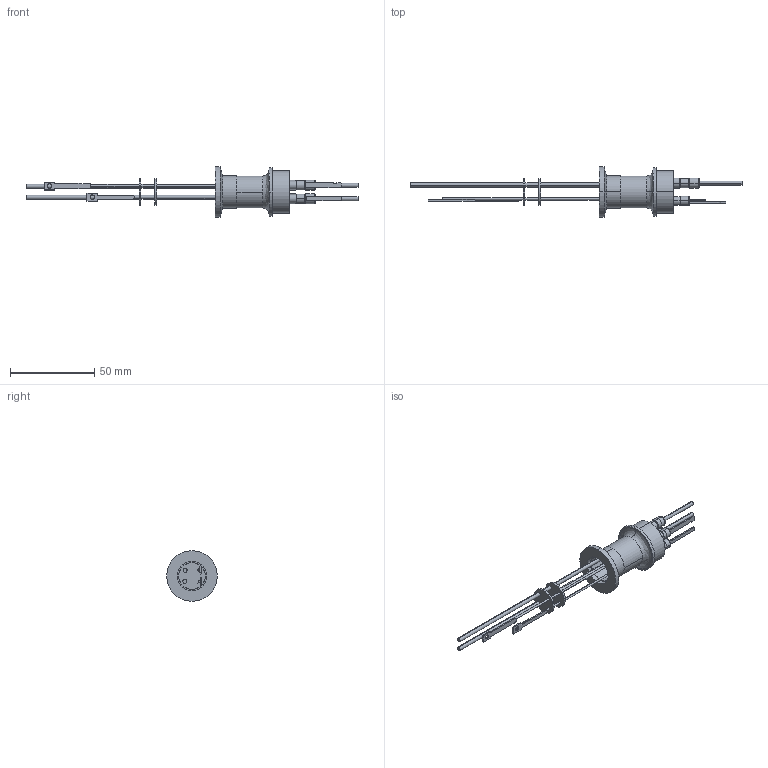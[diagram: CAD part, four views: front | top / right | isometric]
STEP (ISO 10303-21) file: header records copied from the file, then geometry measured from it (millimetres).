
FILE_DESCRIPTION (( 'STEP AP203' ), '1' );
FILE_NAME ('A0444-6-QF.STEP', '2013-05-06T12:56:24', ( '' ), ( '' ), 'SwSTEP 2.0', 'SolidWorks 2012', '' );
FILE_SCHEMA (( 'CONFIG_CONTROL_DESIGN' ));
Length unit declared in the file: inch
Products named in the file (1): A0444-6-QF
Bounding box: 196.97 x 29.97 x 29.97 mm (x, y, z)
Volume: 9462.2 mm3; surface area: 14635.2 mm2
Topology: 1 solids, 5 shells, 295 faces, 715 edges, 464 vertices
Faces by surface type: cylinder 151, plane 79, bspline 36, cone 29
Entity records: 9620 total; most frequent: CARTESIAN_POINT 2353, DIRECTION 1632, ORIENTED_EDGE 1430, EDGE_CURVE 715, AXIS2_PLACEMENT_3D 678, VERTEX_POINT 464, CIRCLE 418, EDGE_LOOP 357
